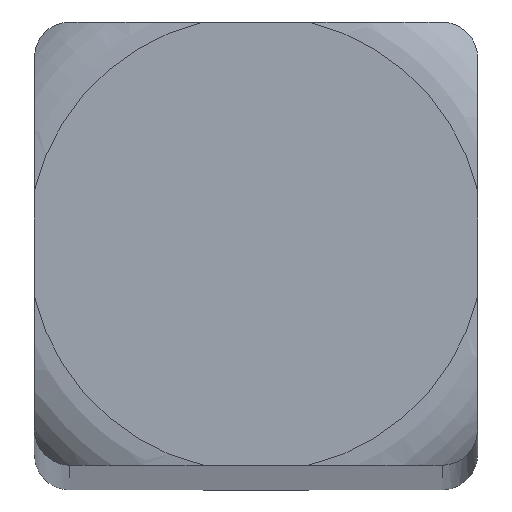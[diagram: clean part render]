
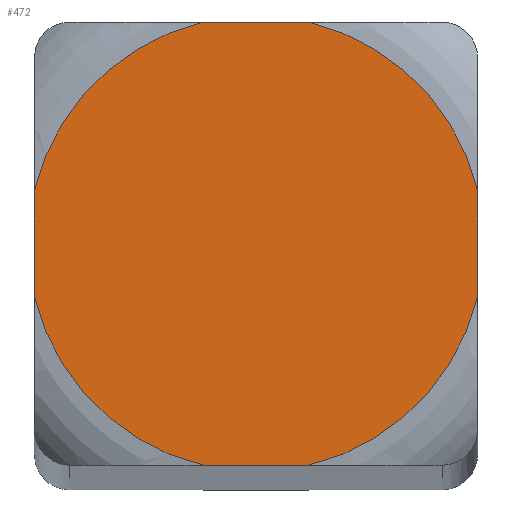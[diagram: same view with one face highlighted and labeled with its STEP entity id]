
A CAD part, top view. The second image highlights one B-rep face of the part: STEP entity #472.
In plain terms, the highlighted planar face has unit normal (0, 0, 1).
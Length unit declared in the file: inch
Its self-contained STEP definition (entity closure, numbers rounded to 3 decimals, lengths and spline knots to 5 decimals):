
#84 = DIRECTION ( 'NONE',  ( 1., 0., 0. ) ) ;
#85 = DIRECTION ( 'NONE',  ( 0., 0., 1. ) ) ;
#86 = CARTESIAN_POINT ( 'NONE',  ( 0., 0., 2. ) ) ;
#87 = AXIS2_PLACEMENT_3D ( 'NONE', #86, #85, #84 ) ;
#88 = CIRCLE ( 'NONE', #87, 0.06425 ) ;
#89 = DIRECTION ( 'NONE',  ( -1., 0., 0. ) ) ;
#90 = DIRECTION ( 'NONE',  ( 0., 0., -1. ) ) ;
#91 = CARTESIAN_POINT ( 'NONE',  ( -0.0625, 0.0625, 2. ) ) ;
#100 = PLANE ( 'NONE',  #102 ) ;
#102 = AXIS2_PLACEMENT_3D ( 'NONE', #91, #90, #89 ) ;
#103 = FACE_OUTER_BOUND ( 'NONE', #473, .T. ) ;
#156 = CARTESIAN_POINT ( 'NONE',  ( 0.0625, 0.01488, 2. ) ) ;
#157 = CARTESIAN_POINT ( 'NONE',  ( 0.0625, -0.01488, 2. ) ) ;
#158 = DIRECTION ( 'NONE',  ( 0., 1., 0. ) ) ;
#159 = VECTOR ( 'NONE', #158, 39.37008 ) ;
#160 = CARTESIAN_POINT ( 'NONE',  ( 0.0625, -0.0625, 2. ) ) ;
#172 = CARTESIAN_POINT ( 'NONE',  ( 0.01488, -0.0625, 2. ) ) ;
#173 = CARTESIAN_POINT ( 'NONE',  ( -0.01488, -0.0625, 2. ) ) ;
#174 = DIRECTION ( 'NONE',  ( 1., 0., 0. ) ) ;
#175 = VECTOR ( 'NONE', #174, 39.37008 ) ;
#176 = CARTESIAN_POINT ( 'NONE',  ( -0.0625, -0.0625, 2. ) ) ;
#177 = LINE ( 'NONE', #176, #175 ) ;
#229 = LINE ( 'NONE', #160, #159 ) ;
#249 = DIRECTION ( 'NONE',  ( 0., -1., 0. ) ) ;
#250 = VECTOR ( 'NONE', #249, 39.37008 ) ;
#251 = CARTESIAN_POINT ( 'NONE',  ( -0.0625, -0.0625, 2. ) ) ;
#252 = LINE ( 'NONE', #251, #250 ) ;
#255 = EDGE_CURVE ( 'NONE', #256, #257, #252, .T. ) ;
#256 = VERTEX_POINT ( 'NONE', #340 ) ;
#257 = VERTEX_POINT ( 'NONE', #339 ) ;
#339 = CARTESIAN_POINT ( 'NONE',  ( -0.0625, -0.01488, 2. ) ) ;
#340 = CARTESIAN_POINT ( 'NONE',  ( -0.0625, 0.01488, 2. ) ) ;
#367 = ORIENTED_EDGE ( 'NONE', *, *, #368, .T. ) ;
#368 = EDGE_CURVE ( 'NONE', #757, #491, #592, .T. ) ;
#369 = ORIENTED_EDGE ( 'NONE', *, *, #490, .T. ) ;
#370 = ORIENTED_EDGE ( 'NONE', *, *, #371, .T. ) ;
#371 = EDGE_CURVE ( 'NONE', #492, #442, #578, .T. ) ;
#372 = ORIENTED_EDGE ( 'NONE', *, *, #446, .T. ) ;
#373 = ORIENTED_EDGE ( 'NONE', *, *, #374, .T. ) ;
#374 = EDGE_CURVE ( 'NONE', #447, #256, #573, .T. ) ;
#442 = VERTEX_POINT ( 'NONE', #674 ) ;
#446 = EDGE_CURVE ( 'NONE', #442, #447, #672, .T. ) ;
#447 = VERTEX_POINT ( 'NONE', #737 ) ;
#472 = ADVANCED_FACE ( 'NONE', ( #103 ), #100, .F. ) ;
#473 = EDGE_LOOP ( 'NONE', ( #474, #475, #513, #367, #369, #370, #372, #373 ) ) ;
#474 = ORIENTED_EDGE ( 'NONE', *, *, #255, .T. ) ;
#475 = ORIENTED_EDGE ( 'NONE', *, *, #476, .T. ) ;
#476 = EDGE_CURVE ( 'NONE', #257, #756, #88, .T. ) ;
#490 = EDGE_CURVE ( 'NONE', #491, #492, #229, .T. ) ;
#491 = VERTEX_POINT ( 'NONE', #157 ) ;
#492 = VERTEX_POINT ( 'NONE', #156 ) ;
#513 = ORIENTED_EDGE ( 'NONE', *, *, #755, .T. ) ;
#569 = DIRECTION ( 'NONE',  ( 1., 0., 0. ) ) ;
#570 = DIRECTION ( 'NONE',  ( 0., 0., 1. ) ) ;
#571 = CARTESIAN_POINT ( 'NONE',  ( 0., 0., 2. ) ) ;
#572 = AXIS2_PLACEMENT_3D ( 'NONE', #571, #570, #569 ) ;
#573 = CIRCLE ( 'NONE', #572, 0.06425 ) ;
#575 = DIRECTION ( 'NONE',  ( 1., 0., 0. ) ) ;
#576 = DIRECTION ( 'NONE',  ( 0., 0., 1. ) ) ;
#577 = AXIS2_PLACEMENT_3D ( 'NONE', #593, #576, #575 ) ;
#578 = CIRCLE ( 'NONE', #577, 0.06425 ) ;
#579 = DIRECTION ( 'NONE',  ( 1., 0., 0. ) ) ;
#580 = DIRECTION ( 'NONE',  ( 0., 0., 1. ) ) ;
#591 = AXIS2_PLACEMENT_3D ( 'NONE', #594, #580, #579 ) ;
#592 = CIRCLE ( 'NONE', #591, 0.06425 ) ;
#593 = CARTESIAN_POINT ( 'NONE',  ( 0., 0., 2. ) ) ;
#594 = CARTESIAN_POINT ( 'NONE',  ( 0., 0., 2. ) ) ;
#671 = CARTESIAN_POINT ( 'NONE',  ( -0.0625, 0.0625, 2. ) ) ;
#672 = LINE ( 'NONE', #671, #739 ) ;
#674 = CARTESIAN_POINT ( 'NONE',  ( 0.01488, 0.0625, 2. ) ) ;
#737 = CARTESIAN_POINT ( 'NONE',  ( -0.01488, 0.0625, 2. ) ) ;
#738 = DIRECTION ( 'NONE',  ( -1., 0., 0. ) ) ;
#739 = VECTOR ( 'NONE', #738, 39.37008 ) ;
#755 = EDGE_CURVE ( 'NONE', #756, #757, #177, .T. ) ;
#756 = VERTEX_POINT ( 'NONE', #173 ) ;
#757 = VERTEX_POINT ( 'NONE', #172 ) ;
